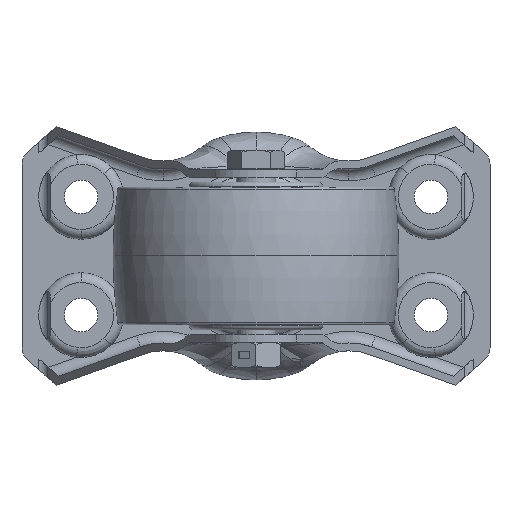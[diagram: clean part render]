
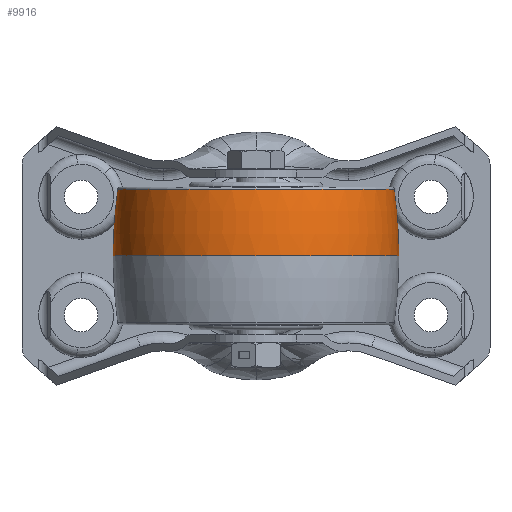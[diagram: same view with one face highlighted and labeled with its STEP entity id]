
A CAD part, front view. The second image highlights one B-rep face of the part: STEP entity #9916.
In plain terms, the highlighted toroidal (fillet/blend) face has major radius 71 mm and minor radius 100 mm.
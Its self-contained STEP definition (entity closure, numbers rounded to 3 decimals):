
#238 = CARTESIAN_POINT ( 'NONE',  ( 28.061, -47., 13.568 ) ) ;
#412 = EDGE_LOOP ( 'NONE', ( #10662, #11685, #8823, #1207 ) ) ;
#986 = VERTEX_POINT ( 'NONE', #6303 ) ;
#1207 = ORIENTED_EDGE ( 'NONE', *, *, #4941, .F. ) ;
#1389 = DIRECTION ( 'NONE',  ( 0., 0., -1. ) ) ;
#2607 = DIRECTION ( 'NONE',  ( 0., -1., 0. ) ) ;
#2693 = CARTESIAN_POINT ( 'NONE',  ( 0., -47., 0. ) ) ;
#3602 = CIRCLE ( 'NONE', #15930, 100. ) ;
#3835 = AXIS2_PLACEMENT_3D ( 'NONE', #15432, #2607, #1389 ) ;
#3947 = AXIS2_PLACEMENT_3D ( 'NONE', #16435, #7946, #12048 ) ;
#4225 = CIRCLE ( 'NONE', #3835, 100. ) ;
#4317 = DIRECTION ( 'NONE',  ( 0., 0., -1. ) ) ;
#4941 = EDGE_CURVE ( 'NONE', #14601, #9318, #11386, .T. ) ;
#5594 = CARTESIAN_POINT ( 'NONE',  ( 0., -47., 13.568 ) ) ;
#5655 = DIRECTION ( 'NONE',  ( -1., 0., 0. ) ) ;
#6303 = CARTESIAN_POINT ( 'NONE',  ( -28.061, -47., 13.568 ) ) ;
#6447 = CARTESIAN_POINT ( 'NONE',  ( 29., -47., 0. ) ) ;
#7905 = TOROIDAL_SURFACE ( 'NONE', #3947, -71., 100. ) ;
#7946 = DIRECTION ( 'NONE',  ( 0., 0., -1. ) ) ;
#8823 = ORIENTED_EDGE ( 'NONE', *, *, #13278, .T. ) ;
#9318 = VERTEX_POINT ( 'NONE', #12989 ) ;
#9544 = DIRECTION ( 'NONE',  ( -1., 0., 0. ) ) ;
#9916 = ADVANCED_FACE ( 'NONE', ( #13921 ), #7905, .T. ) ;
#9924 = DIRECTION ( 'NONE',  ( 0., 0., -1. ) ) ;
#10662 = ORIENTED_EDGE ( 'NONE', *, *, #17353, .F. ) ;
#11386 = CIRCLE ( 'NONE', #15453, 29. ) ;
#11685 = ORIENTED_EDGE ( 'NONE', *, *, #17140, .T. ) ;
#12048 = DIRECTION ( 'NONE',  ( -1., 0., 0. ) ) ;
#12251 = AXIS2_PLACEMENT_3D ( 'NONE', #5594, #9924, #5655 ) ;
#12918 = CIRCLE ( 'NONE', #12251, 28.061 ) ;
#12980 = VERTEX_POINT ( 'NONE', #238 ) ;
#12989 = CARTESIAN_POINT ( 'NONE',  ( -29., -47., 0. ) ) ;
#13278 = EDGE_CURVE ( 'NONE', #986, #9318, #4225, .T. ) ;
#13921 = FACE_OUTER_BOUND ( 'NONE', #412, .T. ) ;
#14601 = VERTEX_POINT ( 'NONE', #6447 ) ;
#15432 = CARTESIAN_POINT ( 'NONE',  ( 71., -47., -0.107 ) ) ;
#15453 = AXIS2_PLACEMENT_3D ( 'NONE', #2693, #4317, #17001 ) ;
#15930 = AXIS2_PLACEMENT_3D ( 'NONE', #16333, #17776, #9544 ) ;
#16333 = CARTESIAN_POINT ( 'NONE',  ( -71., -47., -0.107 ) ) ;
#16435 = CARTESIAN_POINT ( 'NONE',  ( 0., -47., -0.107 ) ) ;
#17001 = DIRECTION ( 'NONE',  ( -1., 0., 0. ) ) ;
#17140 = EDGE_CURVE ( 'NONE', #12980, #986, #12918, .T. ) ;
#17353 = EDGE_CURVE ( 'NONE', #12980, #14601, #3602, .T. ) ;
#17776 = DIRECTION ( 'NONE',  ( 0., 1., 0. ) ) ;
